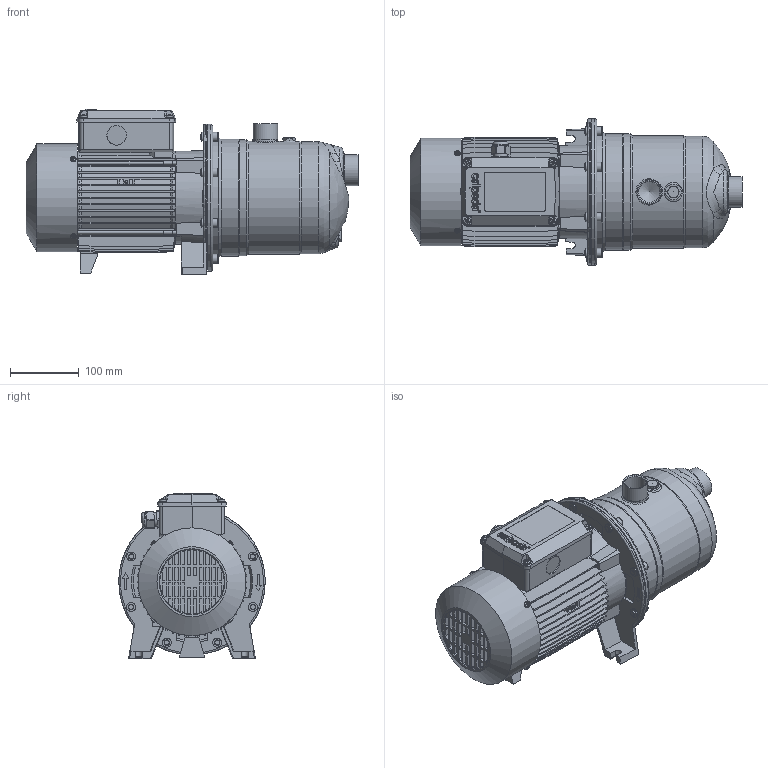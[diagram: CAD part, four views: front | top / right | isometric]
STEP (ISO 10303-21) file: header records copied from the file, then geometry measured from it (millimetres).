
FILE_DESCRIPTION(('STEP AP214'),'2;1');
FILE_NAME('4_93_575_03_REV00.stp','2014-06-16T09:58:50',(''),(''),'2014.1.117','THINKDESIGN','');
FILE_SCHEMA(('AUTOMOTIVE_DESIGN'));
Bounding box: 483.5 x 213.5 x 240.7 mm (x, y, z)
Volume: 9542172.9 mm3; surface area: 662632.6 mm2
Topology: 15 solids, 15 shells, 1571 faces, 4273 edges, 2847 vertices
Faces by surface type: plane 1052, bspline 320, cylinder 199
Full cylindrical faces by diameter (mm): 2.7 x1, 3 x1, 4.36 x4, 4.4 x2, 5 x10, 5.4 x1, 8 x12, 9.6 x2, 10 x4, 13 x16, 13.25 x1, 14.5 x2, 14.66 x1, 20 x1, 20.1 x1, 20.5 x1, 23 x1, 28.5 x2, 30.5 x1, 34 x1, 35.8 x1, 36 x1, 39.5 x1, 45 x1, 130 x1, 135.5 x2, 157 x1, 163 x1, 164 x1, 169 x1
Entity records: 81387 total; most frequent: CARTESIAN_POINT 28848, ORIENTED_EDGE 8494, DIRECTION 7137, EDGE_CURVE 4247, VERTEX_POINT 2835, VECTOR 2637, LINE 2637, AXIS2_PLACEMENT_3D 2250
